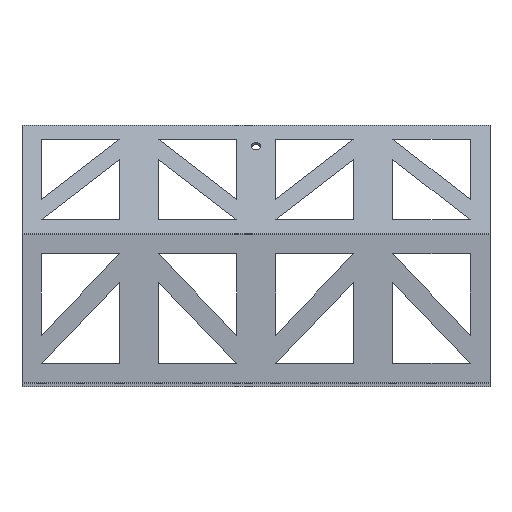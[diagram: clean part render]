
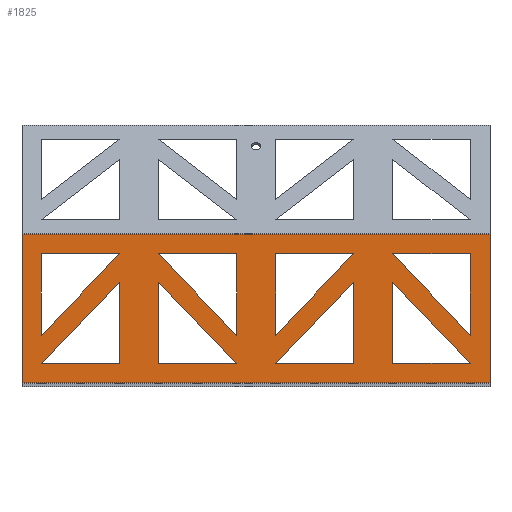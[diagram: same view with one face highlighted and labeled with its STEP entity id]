
A CAD part, front view. The second image highlights one B-rep face of the part: STEP entity #1825.
In plain terms, the highlighted planar face has unit normal (0, -1, 0).
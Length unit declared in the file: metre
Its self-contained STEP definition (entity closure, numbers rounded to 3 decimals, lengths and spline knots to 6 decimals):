
#105=ORIENTED_EDGE('',*,*,#589,.F.);
#106=ORIENTED_EDGE('',*,*,#590,.F.);
#107=ORIENTED_EDGE('',*,*,#591,.F.);
#108=ORIENTED_EDGE('',*,*,#592,.F.);
#109=ORIENTED_EDGE('',*,*,#593,.F.);
#110=ORIENTED_EDGE('',*,*,#594,.F.);
#111=ORIENTED_EDGE('',*,*,#595,.F.);
#112=ORIENTED_EDGE('',*,*,#596,.T.);
#113=ORIENTED_EDGE('',*,*,#597,.F.);
#114=ORIENTED_EDGE('',*,*,#598,.F.);
#115=ORIENTED_EDGE('',*,*,#599,.F.);
#116=ORIENTED_EDGE('',*,*,#600,.T.);
#117=ORIENTED_EDGE('',*,*,#601,.T.);
#118=ORIENTED_EDGE('',*,*,#602,.F.);
#119=ORIENTED_EDGE('',*,*,#603,.T.);
#120=ORIENTED_EDGE('',*,*,#604,.F.);
#121=ORIENTED_EDGE('',*,*,#605,.F.);
#122=ORIENTED_EDGE('',*,*,#606,.T.);
#123=ORIENTED_EDGE('',*,*,#607,.T.);
#124=ORIENTED_EDGE('',*,*,#608,.T.);
#125=ORIENTED_EDGE('',*,*,#609,.T.);
#126=ORIENTED_EDGE('',*,*,#610,.T.);
#127=ORIENTED_EDGE('',*,*,#611,.F.);
#128=ORIENTED_EDGE('',*,*,#612,.T.);
#129=ORIENTED_EDGE('',*,*,#613,.T.);
#130=ORIENTED_EDGE('',*,*,#614,.T.);
#131=ORIENTED_EDGE('',*,*,#615,.T.);
#132=ORIENTED_EDGE('',*,*,#616,.T.);
#589=EDGE_CURVE('',#831,#832,#1009,.T.);
#590=EDGE_CURVE('',#833,#831,#1010,.T.);
#591=EDGE_CURVE('',#832,#833,#1011,.T.);
#592=EDGE_CURVE('',#834,#835,#1012,.T.);
#593=EDGE_CURVE('',#836,#834,#1013,.T.);
#594=EDGE_CURVE('',#835,#836,#1014,.T.);
#595=EDGE_CURVE('',#837,#838,#1015,.T.);
#596=EDGE_CURVE('',#837,#839,#1016,.T.);
#597=EDGE_CURVE('',#838,#839,#1017,.T.);
#598=EDGE_CURVE('',#840,#841,#1018,.T.);
#599=EDGE_CURVE('',#842,#840,#1019,.T.);
#600=EDGE_CURVE('',#842,#843,#1020,.T.);
#601=EDGE_CURVE('',#843,#841,#1021,.T.);
#602=EDGE_CURVE('',#844,#845,#1022,.T.);
#603=EDGE_CURVE('',#844,#846,#1023,.T.);
#604=EDGE_CURVE('',#845,#846,#1024,.T.);
#605=EDGE_CURVE('',#847,#848,#1025,.T.);
#606=EDGE_CURVE('',#847,#849,#1026,.T.);
#607=EDGE_CURVE('',#849,#848,#1027,.T.);
#608=EDGE_CURVE('',#850,#851,#1028,.T.);
#609=EDGE_CURVE('',#851,#852,#1029,.T.);
#610=EDGE_CURVE('',#852,#850,#1030,.T.);
#611=EDGE_CURVE('',#853,#854,#1031,.T.);
#612=EDGE_CURVE('',#853,#855,#1032,.T.);
#613=EDGE_CURVE('',#855,#854,#1033,.T.);
#614=EDGE_CURVE('',#856,#857,#1034,.T.);
#615=EDGE_CURVE('',#857,#858,#1035,.T.);
#616=EDGE_CURVE('',#858,#856,#1036,.T.);
#831=VERTEX_POINT('',#2573);
#832=VERTEX_POINT('',#2574);
#833=VERTEX_POINT('',#2576);
#834=VERTEX_POINT('',#2579);
#835=VERTEX_POINT('',#2580);
#836=VERTEX_POINT('',#2582);
#837=VERTEX_POINT('',#2585);
#838=VERTEX_POINT('',#2586);
#839=VERTEX_POINT('',#2588);
#840=VERTEX_POINT('',#2591);
#841=VERTEX_POINT('',#2592);
#842=VERTEX_POINT('',#2594);
#843=VERTEX_POINT('',#2596);
#844=VERTEX_POINT('',#2599);
#845=VERTEX_POINT('',#2600);
#846=VERTEX_POINT('',#2602);
#847=VERTEX_POINT('',#2605);
#848=VERTEX_POINT('',#2606);
#849=VERTEX_POINT('',#2608);
#850=VERTEX_POINT('',#2611);
#851=VERTEX_POINT('',#2612);
#852=VERTEX_POINT('',#2614);
#853=VERTEX_POINT('',#2617);
#854=VERTEX_POINT('',#2618);
#855=VERTEX_POINT('',#2620);
#856=VERTEX_POINT('',#2623);
#857=VERTEX_POINT('',#2624);
#858=VERTEX_POINT('',#2626);
#1009=LINE('',#2572,#1189);
#1010=LINE('',#2575,#1190);
#1011=LINE('',#2577,#1191);
#1012=LINE('',#2578,#1192);
#1013=LINE('',#2581,#1193);
#1014=LINE('',#2583,#1194);
#1015=LINE('',#2584,#1195);
#1016=LINE('',#2587,#1196);
#1017=LINE('',#2589,#1197);
#1018=LINE('',#2590,#1198);
#1019=LINE('',#2593,#1199);
#1020=LINE('',#2595,#1200);
#1021=LINE('',#2597,#1201);
#1022=LINE('',#2598,#1202);
#1023=LINE('',#2601,#1203);
#1024=LINE('',#2603,#1204);
#1025=LINE('',#2604,#1205);
#1026=LINE('',#2607,#1206);
#1027=LINE('',#2609,#1207);
#1028=LINE('',#2610,#1208);
#1029=LINE('',#2613,#1209);
#1030=LINE('',#2615,#1210);
#1031=LINE('',#2616,#1211);
#1032=LINE('',#2619,#1212);
#1033=LINE('',#2621,#1213);
#1034=LINE('',#2622,#1214);
#1035=LINE('',#2625,#1215);
#1036=LINE('',#2627,#1216);
#1189=VECTOR('',#2086,1.);
#1190=VECTOR('',#2087,1.);
#1191=VECTOR('',#2088,1.);
#1192=VECTOR('',#2089,1.);
#1193=VECTOR('',#2090,1.);
#1194=VECTOR('',#2091,1.);
#1195=VECTOR('',#2092,1.);
#1196=VECTOR('',#2093,1.);
#1197=VECTOR('',#2094,1.);
#1198=VECTOR('',#2095,1.);
#1199=VECTOR('',#2096,1.);
#1200=VECTOR('',#2097,1.);
#1201=VECTOR('',#2098,1.);
#1202=VECTOR('',#2099,1.);
#1203=VECTOR('',#2100,1.);
#1204=VECTOR('',#2101,1.);
#1205=VECTOR('',#2102,1.);
#1206=VECTOR('',#2103,1.);
#1207=VECTOR('',#2104,1.);
#1208=VECTOR('',#2105,1.);
#1209=VECTOR('',#2106,1.);
#1210=VECTOR('',#2107,1.);
#1211=VECTOR('',#2108,1.);
#1212=VECTOR('',#2109,1.);
#1213=VECTOR('',#2110,1.);
#1214=VECTOR('',#2111,1.);
#1215=VECTOR('',#2112,1.);
#1216=VECTOR('',#2113,1.);
#1369=EDGE_LOOP('',(#105,#106,#107));
#1370=EDGE_LOOP('',(#108,#109,#110));
#1371=EDGE_LOOP('',(#111,#112,#113));
#1372=EDGE_LOOP('',(#114,#115,#116,#117));
#1373=EDGE_LOOP('',(#118,#119,#120));
#1374=EDGE_LOOP('',(#121,#122,#123));
#1375=EDGE_LOOP('',(#124,#125,#126));
#1376=EDGE_LOOP('',(#127,#128,#129));
#1377=EDGE_LOOP('',(#130,#131,#132));
#1567=FACE_BOUND('',#1369,.T.);
#1568=FACE_BOUND('',#1370,.T.);
#1569=FACE_BOUND('',#1371,.T.);
#1570=FACE_BOUND('',#1372,.T.);
#1571=FACE_BOUND('',#1373,.T.);
#1572=FACE_BOUND('',#1374,.T.);
#1573=FACE_BOUND('',#1375,.T.);
#1574=FACE_BOUND('',#1376,.T.);
#1575=FACE_BOUND('',#1377,.T.);
#1765=PLANE('',#1929);
#1825=ADVANCED_FACE('',(#1567,#1568,#1569,#1570,#1571,#1572,#1573,#1574,
#1575),#1765,.T.);
#1929=AXIS2_PLACEMENT_3D('',#2571,#2084,#2085);
#2084=DIRECTION('',(0.,-1.,0.));
#2085=DIRECTION('',(0.,0.,-1.));
#2086=DIRECTION('',(0.,0.,1.));
#2087=DIRECTION('',(1.,0.,0.));
#2088=DIRECTION('',(-0.693,0.,-0.721));
#2089=DIRECTION('',(-0.693,0.,-0.721));
#2090=DIRECTION('',(0.,0.,1.));
#2091=DIRECTION('',(1.,0.,0.));
#2092=DIRECTION('',(0.,0.,-1.));
#2093=DIRECTION('',(1.,0.,0.));
#2094=DIRECTION('',(0.693,0.,0.721));
#2095=DIRECTION('',(0.,0.,-1.));
#2096=DIRECTION('',(1.,0.,0.));
#2097=DIRECTION('',(0.,0.,-1.));
#2098=DIRECTION('',(1.,0.,0.));
#2099=DIRECTION('',(0.,0.,-1.));
#2100=DIRECTION('',(1.,0.,0.));
#2101=DIRECTION('',(0.693,0.,0.721));
#2102=DIRECTION('',(-1.,0.,0.));
#2103=DIRECTION('',(0.,0.,-1.));
#2104=DIRECTION('',(-0.693,0.,0.721));
#2105=DIRECTION('',(0.,0.,1.));
#2106=DIRECTION('',(0.693,0.,-0.721));
#2107=DIRECTION('',(-1.,0.,0.));
#2108=DIRECTION('',(-1.,0.,0.));
#2109=DIRECTION('',(0.,0.,-1.));
#2110=DIRECTION('',(-0.693,0.,0.721));
#2111=DIRECTION('',(0.,0.,1.));
#2112=DIRECTION('',(0.693,0.,-0.721));
#2113=DIRECTION('',(-1.,0.,0.));
#2571=CARTESIAN_POINT('',(-0.3048,0.0127,0.051068));
#2572=CARTESIAN_POINT('',(-0.0889,0.0127,0.041903));
#2573=CARTESIAN_POINT('',(-0.0889,0.0127,0.015469));
#2574=CARTESIAN_POINT('',(-0.0889,0.0127,0.068338));
#2575=CARTESIAN_POINT('',(-0.1143,0.0127,0.015469));
#2576=CARTESIAN_POINT('',(-0.1397,0.0127,0.015469));
#2577=CARTESIAN_POINT('',(-0.1143,0.0127,0.041903));
#2578=CARTESIAN_POINT('',(-0.2667,0.0127,0.041903));
#2579=CARTESIAN_POINT('',(-0.2413,0.0127,0.068338));
#2580=CARTESIAN_POINT('',(-0.2921,0.0127,0.015469));
#2581=CARTESIAN_POINT('',(-0.2413,0.0127,0.041903));
#2582=CARTESIAN_POINT('',(-0.2413,0.0127,0.015469));
#2583=CARTESIAN_POINT('',(-0.2667,0.0127,0.015469));
#2584=CARTESIAN_POINT('',(-0.1397,0.0127,0.060233));
#2585=CARTESIAN_POINT('',(-0.1397,0.0127,0.086668));
#2586=CARTESIAN_POINT('',(-0.1397,0.0127,0.033799));
#2587=CARTESIAN_POINT('',(-0.1143,0.0127,0.086668));
#2588=CARTESIAN_POINT('',(-0.0889,0.0127,0.086668));
#2589=CARTESIAN_POINT('',(-0.1143,0.0127,0.060233));
#2590=CARTESIAN_POINT('',(0.,0.0127,0.051068));
#2591=CARTESIAN_POINT('',(0.,0.0127,0.099368));
#2592=CARTESIAN_POINT('',(0.,0.0127,0.002769));
#2593=CARTESIAN_POINT('',(-0.3048,0.0127,0.099368));
#2594=CARTESIAN_POINT('',(-0.3048,0.0127,0.099368));
#2595=CARTESIAN_POINT('',(-0.3048,0.0127,0.051068));
#2596=CARTESIAN_POINT('',(-0.3048,0.0127,0.002769));
#2597=CARTESIAN_POINT('',(-0.3048,0.0127,0.002769));
#2598=CARTESIAN_POINT('',(-0.2921,0.0127,0.060233));
#2599=CARTESIAN_POINT('',(-0.2921,0.0127,0.086668));
#2600=CARTESIAN_POINT('',(-0.2921,0.0127,0.033799));
#2601=CARTESIAN_POINT('',(-0.2667,0.0127,0.086668));
#2602=CARTESIAN_POINT('',(-0.2413,0.0127,0.086668));
#2603=CARTESIAN_POINT('',(-0.2667,0.0127,0.060233));
#2604=CARTESIAN_POINT('',(-0.1905,0.0127,0.086668));
#2605=CARTESIAN_POINT('',(-0.1651,0.0127,0.086668));
#2606=CARTESIAN_POINT('',(-0.2159,0.0127,0.086668));
#2607=CARTESIAN_POINT('',(-0.1651,0.0127,0.060233));
#2608=CARTESIAN_POINT('',(-0.1651,0.0127,0.033799));
#2609=CARTESIAN_POINT('',(-0.1905,0.0127,0.060233));
#2610=CARTESIAN_POINT('',(-0.2159,0.0127,0.041903));
#2611=CARTESIAN_POINT('',(-0.2159,0.0127,0.015469));
#2612=CARTESIAN_POINT('',(-0.2159,0.0127,0.068338));
#2613=CARTESIAN_POINT('',(-0.1905,0.0127,0.041903));
#2614=CARTESIAN_POINT('',(-0.1651,0.0127,0.015469));
#2615=CARTESIAN_POINT('',(-0.1905,0.0127,0.015469));
#2616=CARTESIAN_POINT('',(-0.0381,0.0127,0.086668));
#2617=CARTESIAN_POINT('',(-0.0127,0.0127,0.086668));
#2618=CARTESIAN_POINT('',(-0.0635,0.0127,0.086668));
#2619=CARTESIAN_POINT('',(-0.0127,0.0127,0.060233));
#2620=CARTESIAN_POINT('',(-0.0127,0.0127,0.033799));
#2621=CARTESIAN_POINT('',(-0.0381,0.0127,0.060233));
#2622=CARTESIAN_POINT('',(-0.0635,0.0127,0.041903));
#2623=CARTESIAN_POINT('',(-0.0635,0.0127,0.015469));
#2624=CARTESIAN_POINT('',(-0.0635,0.0127,0.068338));
#2625=CARTESIAN_POINT('',(-0.0381,0.0127,0.041903));
#2626=CARTESIAN_POINT('',(-0.0127,0.0127,0.015469));
#2627=CARTESIAN_POINT('',(-0.0381,0.0127,0.015469));
